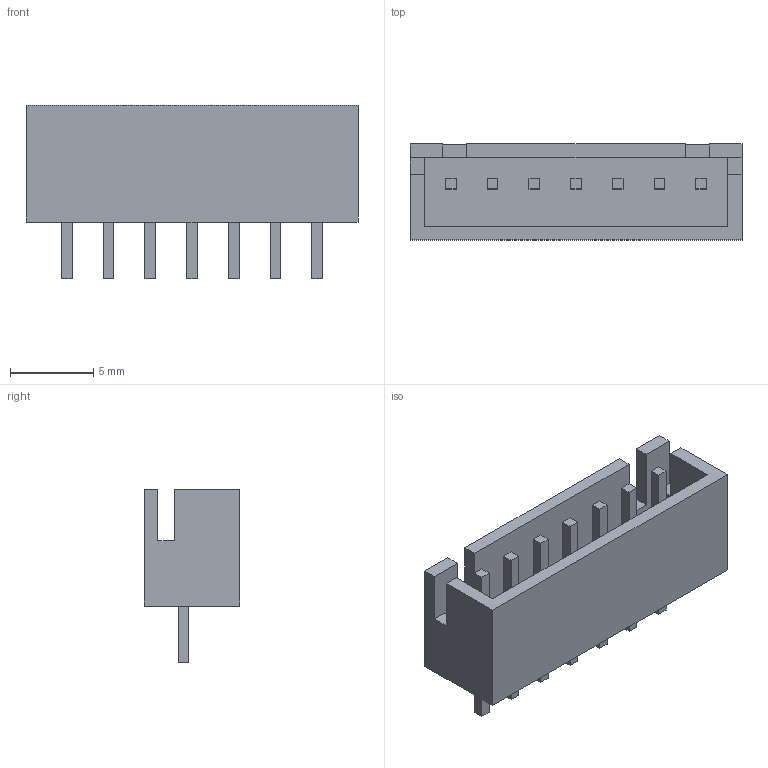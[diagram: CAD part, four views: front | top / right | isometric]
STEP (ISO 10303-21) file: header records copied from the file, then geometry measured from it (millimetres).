
FILE_DESCRIPTION(('FreeCAD Model'),'2;1');
FILE_NAME('JST_XH_B07B-XH-A_07x2.50mm_Straight.STEP','2016-03-20T22:15:59',( 'Author'),(''),'Open CASCADE STEP processor 6.8','FreeCAD','Unknown' );
FILE_SCHEMA(('AUTOMOTIVE_DESIGN_CC2 { 1 2 10303 214 -1 1 5 4 }'));
Length unit declared in the file: millimetre
Products named in the file (1): B7B-XH-A
Bounding box: 19.9 x 5.75 x 10.4 mm (x, y, z)
Volume: 458.8 mm3; surface area: 928 mm2
Topology: 1 solids, 1 shells, 94 faces, 234 edges, 156 vertices
Faces by surface type: plane 94
Entity records: 6451 total; most frequent: CARTESIAN_POINT 953, DIRECTION 892, LINE 702, VECTOR 702, ORIENTED_EDGE 468, PCURVE 468, DEFINITIONAL_REPRESENTATION 468, EDGE_CURVE 234
